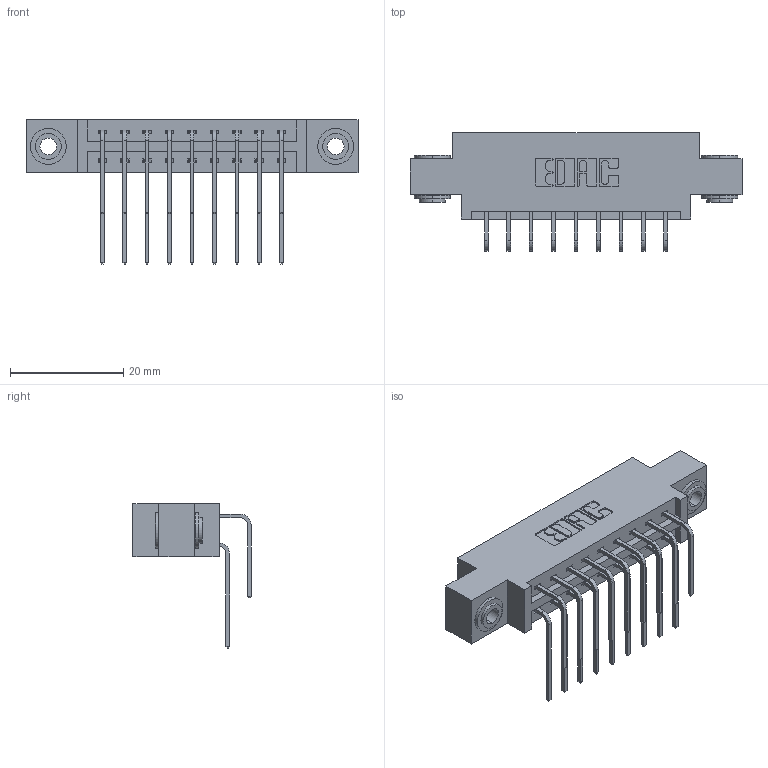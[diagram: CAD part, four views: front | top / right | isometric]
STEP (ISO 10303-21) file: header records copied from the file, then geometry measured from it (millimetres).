
FILE_DESCRIPTION (( 'STEP AP203' ), '1' );
FILE_NAME ('337-018-559-803.STEP', '2019-10-10T19:00:34', ( '' ), ( '' ), 'SwSTEP 2.0', 'SolidWorks 2016', '' );
FILE_SCHEMA (( 'CONFIG_CONTROL_DESIGN' ));
Length unit declared in the file: inch
Products named in the file (5): 345-292-001_558 559 Tail - 1; 337 Part_0.170 Offset - 0.156 Dia-TH; 345-250-002_345-250-002-102; 345-292-001_559 Tail - 2; 337-018-559-803
Assembly tree (21 placements, depth 2):
  337-018-559-803
    337 Part_0.170 Offset - 0.156 Dia-TH
    345-292-001_558 559 Tail - 1  x9
    345-292-001_559 Tail - 2  x9
    345-250-002_345-250-002-102  x2
Bounding box: 58.67 x 20.9 x 25.53 mm (x, y, z)
Volume: 5750 mm3; surface area: 7033.5 mm2
Topology: 21 solids, 21 shells, 1164 faces, 3405 edges, 2242 vertices
Faces by surface type: plane 804, cylinder 352, cone 8
Entity records: 13812 total; most frequent: CARTESIAN_POINT 2376, ORIENTED_EDGE 2254, DIRECTION 2097, EDGE_CURVE 1127, VECTOR 935, LINE 935, VERTEX_POINT 746, AXIS2_PLACEMENT_3D 581
